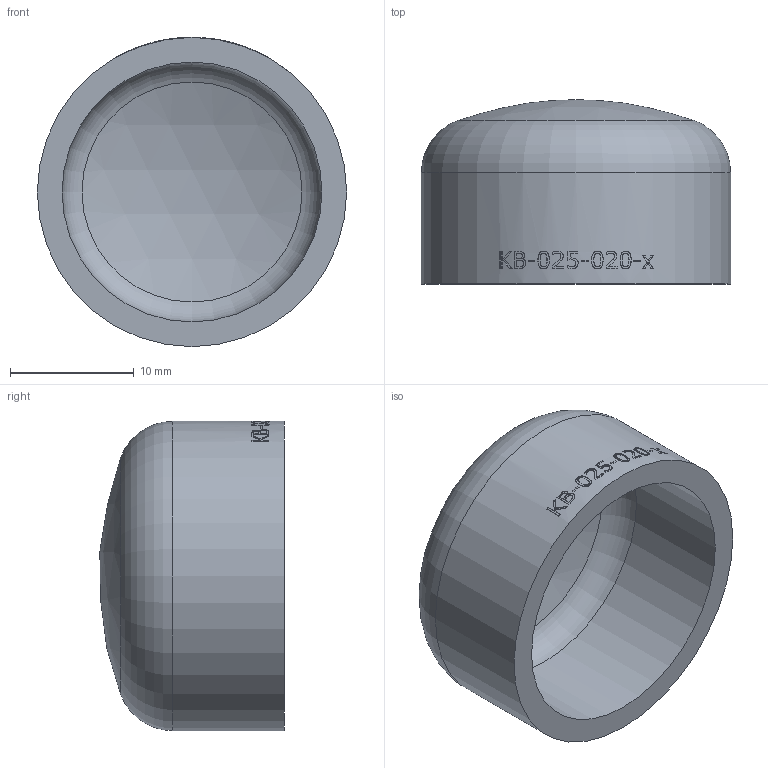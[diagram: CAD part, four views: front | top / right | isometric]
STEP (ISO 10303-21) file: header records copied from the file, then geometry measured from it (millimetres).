
FILE_DESCRIPTION (( 'STEP AP214' ), '1' );
FILE_NAME ('KB-025-020-x Klöpperboden 2001.STEP', '2020-01-20T08:25:32', ( '' ), ( '' ), 'SwSTEP 2.0', 'SolidWorks 2016', '' );
FILE_SCHEMA (( 'AUTOMOTIVE_DESIGN' ));
Length unit declared in the file: millimetre
Products named in the file (1): KB-025-020-x Klöpperboden 2001
Bounding box: 25 x 14.9 x 25 mm (x, y, z)
Volume: 2428.5 mm3; surface area: 2583.8 mm2
Topology: 1 solids, 1 shells, 169 faces, 445 edges, 296 vertices
Faces by surface type: bspline 93, plane 53, cylinder 19, torus 2, sphere 2
Full cylindrical faces by diameter (mm): 21 x1, 25 x1
Entity records: 13987 total; most frequent: CARTESIAN_POINT 8857, ORIENTED_EDGE 882, EDGE_CURVE 441, DIRECTION 363, B_SPLINE_CURVE_WITH_KNOTS 296, VERTEX_POINT 296, EDGE_LOOP 191, FACE_OUTER_BOUND 173
